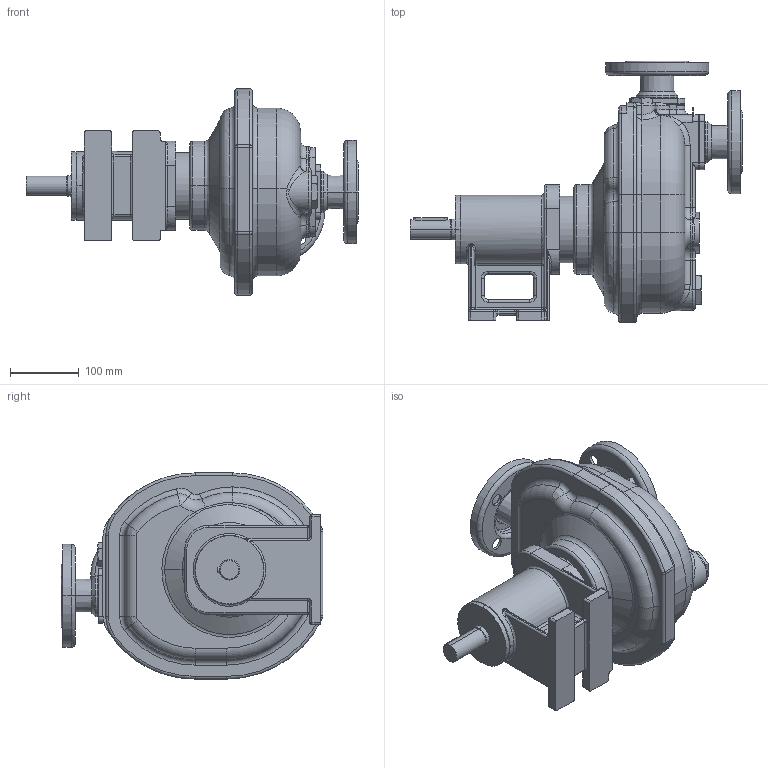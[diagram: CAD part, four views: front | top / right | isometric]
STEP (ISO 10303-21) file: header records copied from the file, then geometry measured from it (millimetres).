
FILE_DESCRIPTION((''),'2;1');
FILE_NAME('S_46_K_S_F','2018-03-22T12:05:30',('Nicola'),(''),'CREO PARAMETRIC BY PTC INC, 2017110','CREO PARAMETRIC BY PTC INC, 2017110','');
FILE_SCHEMA(('CONFIG_CONTROL_DESIGN'));
Length unit declared in the file: millimetre
Products named in the file (1): S_46_K_S_F
Bounding box: 483 x 381 x 300 mm (x, y, z)
Volume: 10811427.2 mm3; surface area: 602480.8 mm2
Topology: 1 solids, 3 shells, 632 faces, 1487 edges, 891 vertices
Faces by surface type: cylinder 258, torus 147, plane 142, bspline 40, cone 26, sphere 19
Entity records: 24814 total; most frequent: CARTESIAN_POINT 9968, DIRECTION 3403, ORIENTED_EDGE 2974, EDGE_CURVE 1487, AXIS2_PLACEMENT_3D 1457, VERTEX_POINT 891, CIRCLE 865, EDGE_LOOP 692
